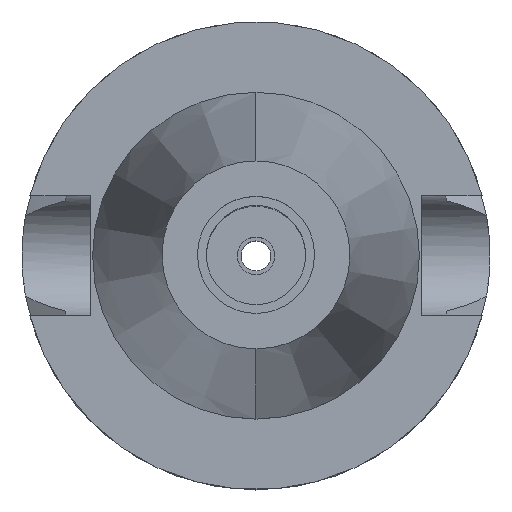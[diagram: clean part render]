
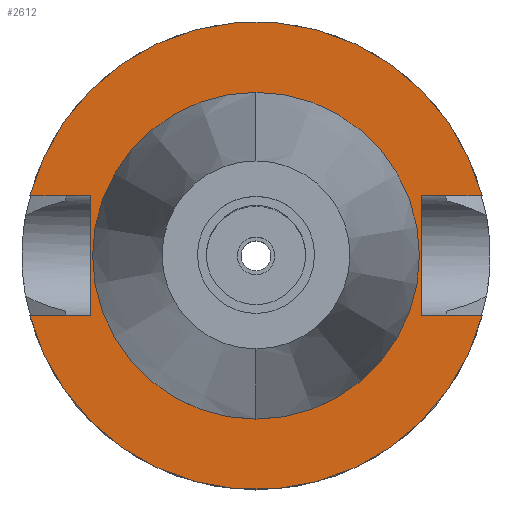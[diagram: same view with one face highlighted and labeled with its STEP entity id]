
A CAD part, top view. The second image highlights one B-rep face of the part: STEP entity #2612.
In plain terms, the highlighted planar face has unit normal (0, 0, 1).
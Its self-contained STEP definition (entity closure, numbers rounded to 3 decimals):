
#60 = AXIS2_PLACEMENT_3D ( 'NONE', #2927, #1714, #1451 ) ;
#67 = ORIENTED_EDGE ( 'NONE', *, *, #134, .F. ) ;
#81 = ORIENTED_EDGE ( 'NONE', *, *, #428, .F. ) ;
#112 = EDGE_CURVE ( 'NONE', #1070, #569, #2887, .T. ) ;
#134 = EDGE_CURVE ( 'NONE', #662, #1070, #1894, .T. ) ;
#205 = EDGE_CURVE ( 'NONE', #225, #569, #1153, .T. ) ;
#225 = VERTEX_POINT ( 'NONE', #1910 ) ;
#255 = VERTEX_POINT ( 'NONE', #1125 ) ;
#340 = ORIENTED_EDGE ( 'NONE', *, *, #205, .T. ) ;
#388 = FACE_BOUND ( 'NONE', #1785, .T. ) ;
#392 = CARTESIAN_POINT ( 'NONE',  ( 35.4, 12.85, -1.5 ) ) ;
#395 = EDGE_CURVE ( 'NONE', #225, #2134, #984, .T. ) ;
#427 = DIRECTION ( 'NONE',  ( 0., -1., 0. ) ) ;
#428 = EDGE_CURVE ( 'NONE', #1582, #1317, #2170, .T. ) ;
#446 = DIRECTION ( 'NONE',  ( 0., 0., -1. ) ) ;
#490 = CARTESIAN_POINT ( 'NONE',  ( 0., 0., -1.5 ) ) ;
#518 = CARTESIAN_POINT ( 'NONE',  ( -35.4, -12.85, -1.5 ) ) ;
#550 = CARTESIAN_POINT ( 'NONE',  ( 48.321, -12.85, -1.5 ) ) ;
#569 = VERTEX_POINT ( 'NONE', #3041 ) ;
#588 = VECTOR ( 'NONE', #1386, 1000. ) ;
#661 = CARTESIAN_POINT ( 'NONE',  ( 35.4, -12.85, -1.5 ) ) ;
#662 = VERTEX_POINT ( 'NONE', #2110 ) ;
#719 = DIRECTION ( 'NONE',  ( 0., 1., 0. ) ) ;
#725 = CARTESIAN_POINT ( 'NONE',  ( 35.4, 12.85, -1.5 ) ) ;
#778 = CARTESIAN_POINT ( 'NONE',  ( -35.4, 12.85, -1.5 ) ) ;
#779 = EDGE_CURVE ( 'NONE', #3062, #255, #1042, .T. ) ;
#786 = VECTOR ( 'NONE', #2138, 1000. ) ;
#859 = CARTESIAN_POINT ( 'NONE',  ( 0., 0., -1.5 ) ) ;
#871 = DIRECTION ( 'NONE',  ( 0., -1., 0. ) ) ;
#908 = ORIENTED_EDGE ( 'NONE', *, *, #2843, .F. ) ;
#915 = DIRECTION ( 'NONE',  ( 0., -1., 0. ) ) ;
#984 = LINE ( 'NONE', #518, #1554 ) ;
#1035 = ORIENTED_EDGE ( 'NONE', *, *, #1253, .F. ) ;
#1042 = CIRCLE ( 'NONE', #60, 34.925 ) ;
#1070 = VERTEX_POINT ( 'NONE', #550 ) ;
#1096 = CARTESIAN_POINT ( 'NONE',  ( -35.4, 12.85, -1.5 ) ) ;
#1115 = PLANE ( 'NONE',  #2596 ) ;
#1125 = CARTESIAN_POINT ( 'NONE',  ( 0., -34.925, -1.5 ) ) ;
#1146 = LINE ( 'NONE', #392, #786 ) ;
#1153 = LINE ( 'NONE', #1625, #588 ) ;
#1160 = EDGE_CURVE ( 'NONE', #2787, #1317, #1146, .T. ) ;
#1199 = VECTOR ( 'NONE', #1401, 1000. ) ;
#1253 = EDGE_CURVE ( 'NONE', #255, #3062, #2536, .T. ) ;
#1270 = ORIENTED_EDGE ( 'NONE', *, *, #112, .F. ) ;
#1317 = VERTEX_POINT ( 'NONE', #3170 ) ;
#1363 = DIRECTION ( 'NONE',  ( 0., 0., -1. ) ) ;
#1386 = DIRECTION ( 'NONE',  ( -1., 0., 0. ) ) ;
#1401 = DIRECTION ( 'NONE',  ( 1., 0., 0. ) ) ;
#1442 = LINE ( 'NONE', #725, #2176 ) ;
#1451 = DIRECTION ( 'NONE',  ( 0., 1., 0. ) ) ;
#1497 = AXIS2_PLACEMENT_3D ( 'NONE', #1639, #446, #427 ) ;
#1554 = VECTOR ( 'NONE', #719, 1000. ) ;
#1559 = VECTOR ( 'NONE', #3082, 1000. ) ;
#1582 = VERTEX_POINT ( 'NONE', #2822 ) ;
#1585 = DIRECTION ( 'NONE',  ( 0., -1., 0. ) ) ;
#1625 = CARTESIAN_POINT ( 'NONE',  ( -35.4, -12.85, -1.5 ) ) ;
#1639 = CARTESIAN_POINT ( 'NONE',  ( 0., 0., -1.5 ) ) ;
#1701 = ORIENTED_EDGE ( 'NONE', *, *, #2533, .F. ) ;
#1714 = DIRECTION ( 'NONE',  ( 0., 0., 1. ) ) ;
#1722 = EDGE_LOOP ( 'NONE', ( #340, #1270, #67, #908, #2117, #81, #1701, #2654 ) ) ;
#1740 = CARTESIAN_POINT ( 'NONE',  ( 0., 34.925, -1.5 ) ) ;
#1785 = EDGE_LOOP ( 'NONE', ( #2570, #1035 ) ) ;
#1894 = LINE ( 'NONE', #661, #1199 ) ;
#1910 = CARTESIAN_POINT ( 'NONE',  ( -35.4, -12.85, -1.5 ) ) ;
#2092 = CARTESIAN_POINT ( 'NONE',  ( 0., 0., -1.5 ) ) ;
#2110 = CARTESIAN_POINT ( 'NONE',  ( 35.4, -12.85, -1.5 ) ) ;
#2117 = ORIENTED_EDGE ( 'NONE', *, *, #1160, .T. ) ;
#2134 = VERTEX_POINT ( 'NONE', #778 ) ;
#2138 = DIRECTION ( 'NONE',  ( 1., 0., 0. ) ) ;
#2170 = CIRCLE ( 'NONE', #3146, 50. ) ;
#2176 = VECTOR ( 'NONE', #915, 1000. ) ;
#2455 = DIRECTION ( 'NONE',  ( 0., 0., -1. ) ) ;
#2475 = AXIS2_PLACEMENT_3D ( 'NONE', #859, #2812, #1585 ) ;
#2533 = EDGE_CURVE ( 'NONE', #2134, #1582, #2571, .T. ) ;
#2536 = CIRCLE ( 'NONE', #2475, 34.925 ) ;
#2570 = ORIENTED_EDGE ( 'NONE', *, *, #779, .F. ) ;
#2571 = LINE ( 'NONE', #1096, #1559 ) ;
#2596 = AXIS2_PLACEMENT_3D ( 'NONE', #2092, #1363, #871 ) ;
#2612 = ADVANCED_FACE ( 'NONE', ( #3096, #388 ), #1115, .F. ) ;
#2654 = ORIENTED_EDGE ( 'NONE', *, *, #395, .F. ) ;
#2787 = VERTEX_POINT ( 'NONE', #3113 ) ;
#2812 = DIRECTION ( 'NONE',  ( 0., 0., 1. ) ) ;
#2822 = CARTESIAN_POINT ( 'NONE',  ( -48.321, 12.85, -1.5 ) ) ;
#2843 = EDGE_CURVE ( 'NONE', #2787, #662, #1442, .T. ) ;
#2887 = CIRCLE ( 'NONE', #1497, 50. ) ;
#2927 = CARTESIAN_POINT ( 'NONE',  ( 0., 0., -1.5 ) ) ;
#3041 = CARTESIAN_POINT ( 'NONE',  ( -48.321, -12.85, -1.5 ) ) ;
#3062 = VERTEX_POINT ( 'NONE', #1740 ) ;
#3082 = DIRECTION ( 'NONE',  ( -1., 0., 0. ) ) ;
#3096 = FACE_OUTER_BOUND ( 'NONE', #1722, .T. ) ;
#3113 = CARTESIAN_POINT ( 'NONE',  ( 35.4, 12.85, -1.5 ) ) ;
#3146 = AXIS2_PLACEMENT_3D ( 'NONE', #490, #2455, #3178 ) ;
#3170 = CARTESIAN_POINT ( 'NONE',  ( 48.321, 12.85, -1.5 ) ) ;
#3178 = DIRECTION ( 'NONE',  ( 0., 1., 0. ) ) ;
